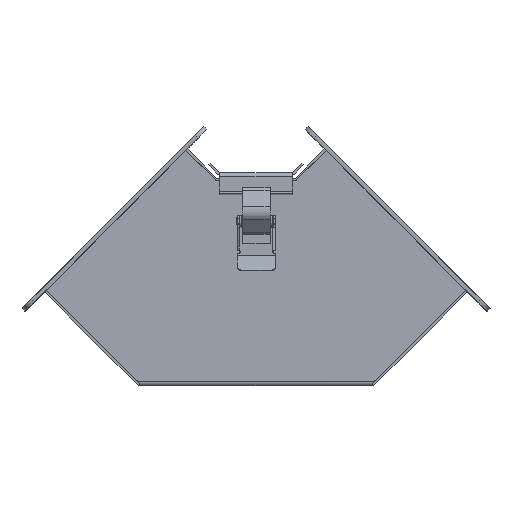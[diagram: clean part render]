
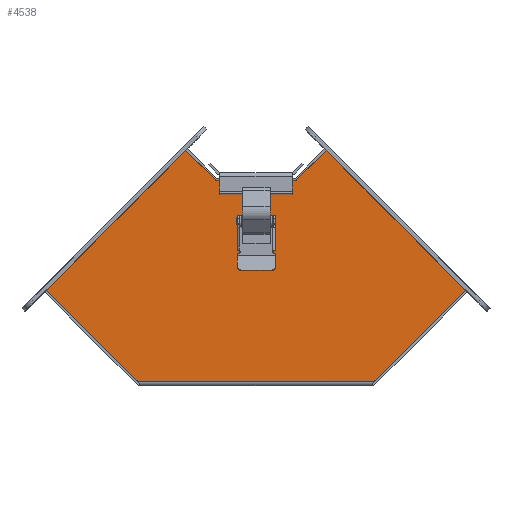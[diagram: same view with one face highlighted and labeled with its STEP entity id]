
A CAD part, front view. The second image highlights one B-rep face of the part: STEP entity #4538.
In plain terms, the highlighted planar face has unit normal (0, -1, 0).
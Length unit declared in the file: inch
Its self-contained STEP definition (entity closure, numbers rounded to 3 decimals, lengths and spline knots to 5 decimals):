
#7 = CARTESIAN_POINT ( 'NONE',  ( 2.081, -3., 6.972 ) ) ;
#260 = EDGE_LOOP ( 'NONE', ( #3292, #6386, #8445, #6315, #4725, #1412, #6917, #8905, #3668, #4773 ) ) ;
#265 = VECTOR ( 'NONE', #2088, 39.37008 ) ;
#277 = VERTEX_POINT ( 'NONE', #4308 ) ;
#284 = CARTESIAN_POINT ( 'NONE',  ( 6.22462, -3., 2.83399 ) ) ;
#428 = EDGE_CURVE ( 'NONE', #10120, #4900, #6326, .T. ) ;
#432 = LINE ( 'NONE', #2843, #2135 ) ;
#564 = LINE ( 'NONE', #8053, #10024 ) ;
#619 = DIRECTION ( 'NONE',  ( -1., 0., 0. ) ) ;
#747 = CARTESIAN_POINT ( 'NONE',  ( 1.178, -3., 6.069 ) ) ;
#1065 = EDGE_CURVE ( 'NONE', #8313, #10120, #8759, .T. ) ;
#1115 = VECTOR ( 'NONE', #6270, 39.37008 ) ;
#1337 = EDGE_CURVE ( 'NONE', #4472, #277, #7617, .T. ) ;
#1412 = ORIENTED_EDGE ( 'NONE', *, *, #7095, .T. ) ;
#1654 = CARTESIAN_POINT ( 'NONE',  ( -1.178, -3., 6.069 ) ) ;
#1828 = VECTOR ( 'NONE', #3303, 39.37008 ) ;
#2088 = DIRECTION ( 'NONE',  ( -1., 0., 0. ) ) ;
#2135 = VECTOR ( 'NONE', #9258, 39.37008 ) ;
#2139 = LINE ( 'NONE', #4650, #265 ) ;
#2151 = VECTOR ( 'NONE', #9952, 39.37008 ) ;
#2258 = CARTESIAN_POINT ( 'NONE',  ( -6.22462, -3., 2.83399 ) ) ;
#2297 = CARTESIAN_POINT ( 'NONE',  ( -2.08661, -3., 6.972 ) ) ;
#2403 = EDGE_CURVE ( 'NONE', #6080, #7217, #4814, .T. ) ;
#2701 = CARTESIAN_POINT ( 'NONE',  ( -6.25, -3., 6.069 ) ) ;
#2746 = LINE ( 'NONE', #2701, #2151 ) ;
#2765 = CARTESIAN_POINT ( 'NONE',  ( 6.22462, -3., 2.83399 ) ) ;
#2843 = CARTESIAN_POINT ( 'NONE',  ( -1.178, -3., 6.069 ) ) ;
#3079 = PLANE ( 'NONE',  #3296 ) ;
#3292 = ORIENTED_EDGE ( 'NONE', *, *, #6915, .T. ) ;
#3296 = AXIS2_PLACEMENT_3D ( 'NONE', #6187, #3831, #7199 ) ;
#3303 = DIRECTION ( 'NONE',  ( -1., 0., 0. ) ) ;
#3357 = CARTESIAN_POINT ( 'NONE',  ( 2.081, -3., 6.972 ) ) ;
#3668 = ORIENTED_EDGE ( 'NONE', *, *, #2403, .T. ) ;
#3683 = CARTESIAN_POINT ( 'NONE',  ( 3.49863, -3., 0.108 ) ) ;
#3747 = EDGE_CURVE ( 'NONE', #277, #6080, #2139, .T. ) ;
#3801 = LINE ( 'NONE', #10321, #1115 ) ;
#3831 = DIRECTION ( 'NONE',  ( 0., -1., 0. ) ) ;
#3927 = VERTEX_POINT ( 'NONE', #1654 ) ;
#4210 = EDGE_CURVE ( 'NONE', #7217, #3927, #2746, .T. ) ;
#4308 = CARTESIAN_POINT ( 'NONE',  ( 2.08661, -3., 6.972 ) ) ;
#4472 = VERTEX_POINT ( 'NONE', #2765 ) ;
#4538 = ADVANCED_FACE ( 'NONE', ( #9393 ), #3079, .T. ) ;
#4650 = CARTESIAN_POINT ( 'NONE',  ( -6.25, -3., 6.972 ) ) ;
#4725 = ORIENTED_EDGE ( 'NONE', *, *, #8906, .F. ) ;
#4773 = ORIENTED_EDGE ( 'NONE', *, *, #4210, .T. ) ;
#4814 = LINE ( 'NONE', #7, #6435 ) ;
#4900 = VERTEX_POINT ( 'NONE', #5858 ) ;
#4984 = DIRECTION ( 'NONE',  ( -0.707, 0., 0.707 ) ) ;
#5094 = VECTOR ( 'NONE', #10385, 39.37008 ) ;
#5701 = VECTOR ( 'NONE', #4984, 39.37008 ) ;
#5807 = CARTESIAN_POINT ( 'NONE',  ( -2.081, -3., 6.972 ) ) ;
#5814 = VERTEX_POINT ( 'NONE', #3683 ) ;
#5824 = CARTESIAN_POINT ( 'NONE',  ( -6.25, -3., 0.108 ) ) ;
#5858 = CARTESIAN_POINT ( 'NONE',  ( -3.49863, -3., 0.108 ) ) ;
#6080 = VERTEX_POINT ( 'NONE', #3357 ) ;
#6187 = CARTESIAN_POINT ( 'NONE',  ( -6.25, -3., 6.972 ) ) ;
#6270 = DIRECTION ( 'NONE',  ( 0.707, 0., 0.707 ) ) ;
#6302 = EDGE_CURVE ( 'NONE', #6348, #8313, #564, .T. ) ;
#6311 = DIRECTION ( 'NONE',  ( -0.707, 0., -0.707 ) ) ;
#6315 = ORIENTED_EDGE ( 'NONE', *, *, #428, .T. ) ;
#6326 = LINE ( 'NONE', #2258, #5094 ) ;
#6332 = VECTOR ( 'NONE', #6311, 39.37008 ) ;
#6348 = VERTEX_POINT ( 'NONE', #5807 ) ;
#6386 = ORIENTED_EDGE ( 'NONE', *, *, #6302, .T. ) ;
#6424 = DIRECTION ( 'NONE',  ( -0.707, 0., -0.707 ) ) ;
#6435 = VECTOR ( 'NONE', #6424, 39.37008 ) ;
#6915 = EDGE_CURVE ( 'NONE', #3927, #6348, #432, .T. ) ;
#6917 = ORIENTED_EDGE ( 'NONE', *, *, #1337, .T. ) ;
#7095 = EDGE_CURVE ( 'NONE', #5814, #4472, #3801, .T. ) ;
#7199 = DIRECTION ( 'NONE',  ( 0., 0., -1. ) ) ;
#7217 = VERTEX_POINT ( 'NONE', #747 ) ;
#7322 = LINE ( 'NONE', #5824, #1828 ) ;
#7617 = LINE ( 'NONE', #284, #5701 ) ;
#8053 = CARTESIAN_POINT ( 'NONE',  ( -6.25, -3., 6.972 ) ) ;
#8313 = VERTEX_POINT ( 'NONE', #9571 ) ;
#8445 = ORIENTED_EDGE ( 'NONE', *, *, #1065, .T. ) ;
#8759 = LINE ( 'NONE', #2297, #6332 ) ;
#8905 = ORIENTED_EDGE ( 'NONE', *, *, #3747, .T. ) ;
#8906 = EDGE_CURVE ( 'NONE', #5814, #4900, #7322, .T. ) ;
#9258 = DIRECTION ( 'NONE',  ( -0.707, 0., 0.707 ) ) ;
#9393 = FACE_OUTER_BOUND ( 'NONE', #260, .T. ) ;
#9450 = CARTESIAN_POINT ( 'NONE',  ( -6.22462, -3., 2.83399 ) ) ;
#9571 = CARTESIAN_POINT ( 'NONE',  ( -2.08661, -3., 6.972 ) ) ;
#9952 = DIRECTION ( 'NONE',  ( -1., 0., 0. ) ) ;
#10024 = VECTOR ( 'NONE', #619, 39.37008 ) ;
#10120 = VERTEX_POINT ( 'NONE', #9450 ) ;
#10321 = CARTESIAN_POINT ( 'NONE',  ( 3.49863, -3., 0.108 ) ) ;
#10385 = DIRECTION ( 'NONE',  ( 0.707, 0., -0.707 ) ) ;
